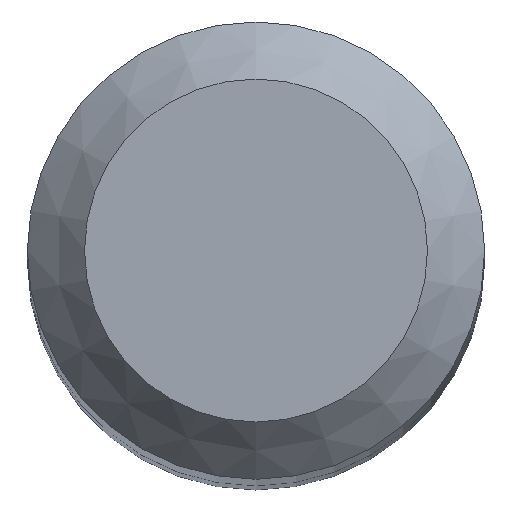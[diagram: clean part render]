
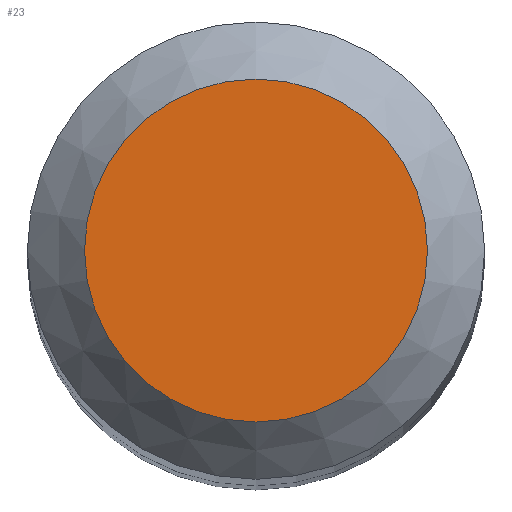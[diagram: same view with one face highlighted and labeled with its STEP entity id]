
A CAD part, top view. The second image highlights one B-rep face of the part: STEP entity #23.
In plain terms, the highlighted planar face has unit normal (0, 0, 1).
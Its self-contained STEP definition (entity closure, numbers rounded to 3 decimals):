
#5 = CARTESIAN_POINT ( 'NONE',  ( 0., 1.5, 55. ) ) ;
#10 = DIRECTION ( 'NONE',  ( 0., 0., -1. ) ) ;
#23 = ADVANCED_FACE ( 'NONE', ( #50 ), #37, .F. ) ;
#37 = PLANE ( 'NONE',  #44 ) ;
#44 = AXIS2_PLACEMENT_3D ( 'NONE', #162, #166, #69 ) ;
#50 = FACE_OUTER_BOUND ( 'NONE', #92, .T. ) ;
#69 = DIRECTION ( 'NONE',  ( 0., 1., 0. ) ) ;
#92 = EDGE_LOOP ( 'NONE', ( #125 ) ) ;
#98 = AXIS2_PLACEMENT_3D ( 'NONE', #147, #10, #199 ) ;
#102 = CIRCLE ( 'NONE', #98, 1.5 ) ;
#125 = ORIENTED_EDGE ( 'NONE', *, *, #141, .F. ) ;
#141 = EDGE_CURVE ( 'NONE', #163, #163, #102, .T. ) ;
#147 = CARTESIAN_POINT ( 'NONE',  ( 0., 0., 55. ) ) ;
#162 = CARTESIAN_POINT ( 'NONE',  ( 0., 0., 55. ) ) ;
#163 = VERTEX_POINT ( 'NONE', #5 ) ;
#166 = DIRECTION ( 'NONE',  ( 0., 0., -1. ) ) ;
#199 = DIRECTION ( 'NONE',  ( 0., 1., 0. ) ) ;
